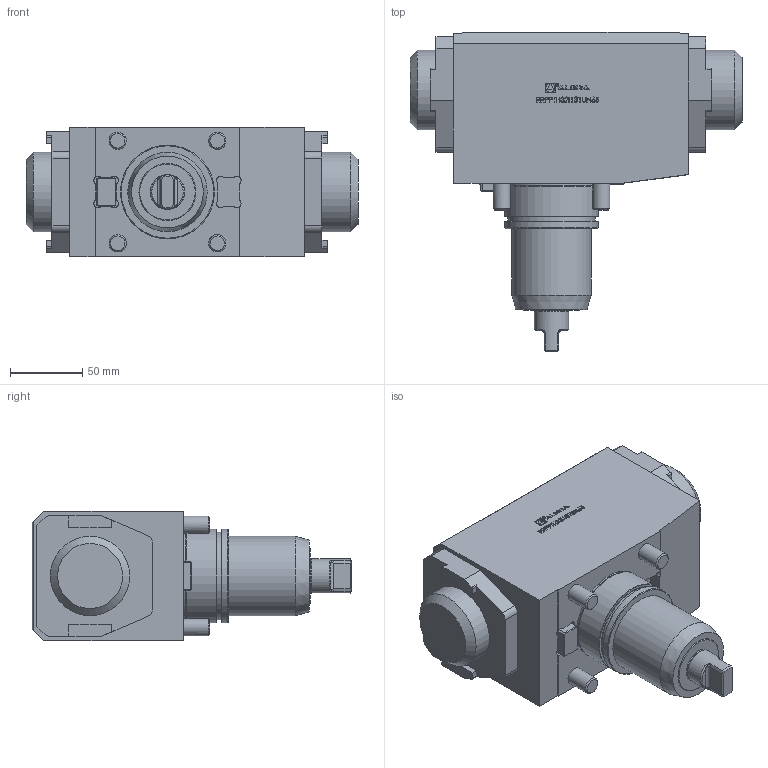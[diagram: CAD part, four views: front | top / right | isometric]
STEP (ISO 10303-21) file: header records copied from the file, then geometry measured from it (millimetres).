
FILE_DESCRIPTION (( 'STEP AP214' ), '1' );
FILE_NAME ('RRPPTH32I131UN65.STEP', '2025-08-02T06:31:18', ( '' ), ( '' ), 'SwSTEP 2.0', 'SolidWorks 2023', '' );
FILE_SCHEMA (( 'AUTOMOTIVE_DESIGN' ));
Length unit declared in the file: millimetre
Products named in the file (1): RRPPTH32I131UN65
Bounding box: 230 x 221.2 x 90 mm (x, y, z)
Volume: 2010453.9 mm3; surface area: 117626.5 mm2
Topology: 1 solids, 1 shells, 505 faces, 1336 edges, 881 vertices
Faces by surface type: plane 319, bspline 89, cylinder 76, cone 17, torus 4
Full cylindrical faces by diameter (mm): 1.7 x1, 2.1 x1, 6.366 x1, 12 x4, 23.7 x1, 55 x3, 60.5 x1, 64.6 x1, 65 x2
Entity records: 23667 total; most frequent: CARTESIAN_POINT 8318, ORIENTED_EDGE 2592, DIRECTION 2081, EDGE_CURVE 1296, LINE 929, VECTOR 929, VERTEX_POINT 873, EDGE_LOOP 589
